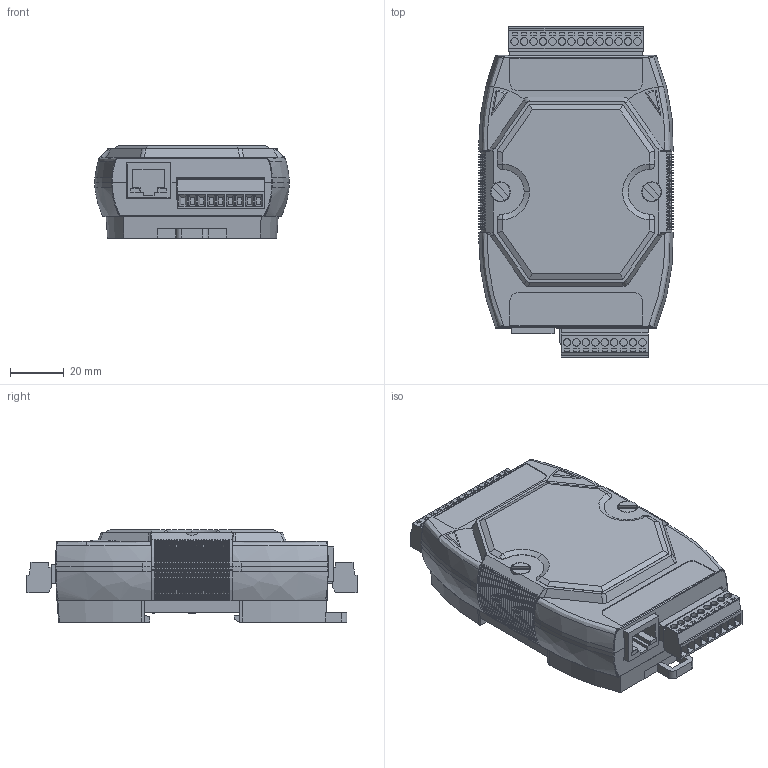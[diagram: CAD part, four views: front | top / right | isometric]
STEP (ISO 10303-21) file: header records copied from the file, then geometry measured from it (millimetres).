
FILE_DESCRIPTION (( 'STEP AP203' ), '1' );
FILE_NAME ('ET-7044.STEP', '2021-01-22T06:55:49', ( 'Windows 使用者' ), ( '' ), 'SwSTEP 2.0', 'SolidWorks 2020', '' );
FILE_SCHEMA (( 'CONFIG_CONTROL_DESIGN' ));
Length unit declared in the file: millimetre
Products named in the file (15): MC420-35009; MC420-35014_90; 遮光板; 7000-PCGai.sldasm-Part-1; 7000_9P_RJ45_14P_01_灰; ME030-35014; MC420-35014; 7186_PCB; 7000_9P_RJ45_14P_02_灰; MC420-35009_90; ET-7044; 7000軌道固定片; 2DJ020; ME030-35009
Assembly tree (15 placements, depth 4):
  ET-7044
    7000_9P_RJ45_14P_02_灰
    7000_9P_RJ45_14P_01_灰
    7000軌道固定片
    7000-PCGai.sldasm-Part-1  x2
    遮光板
    7186_PCB
      7186_PCB
      2DJ020
      MC420-35009_90
        ME030-35009
        MC420-35009
      MC420-35014_90
        ME030-35014
        MC420-35014
Bounding box: 72.04 x 122.36 x 34.2 mm (x, y, z)
Volume: 66614.4 mm3; surface area: 88072.6 mm2
Topology: 12 solids, 12 shells, 3921 faces, 10573 edges, 6869 vertices
Faces by surface type: plane 2676, cylinder 374, bspline 344, cone 267, torus 238, sphere 22
Entity records: 133815 total; most frequent: CARTESIAN_POINT 41521, ORIENTED_EDGE 20592, DIRECTION 16347, EDGE_CURVE 10296, VERTEX_POINT 6687, VECTOR 6217, LINE 6217, AXIS2_PLACEMENT_3D 5065
